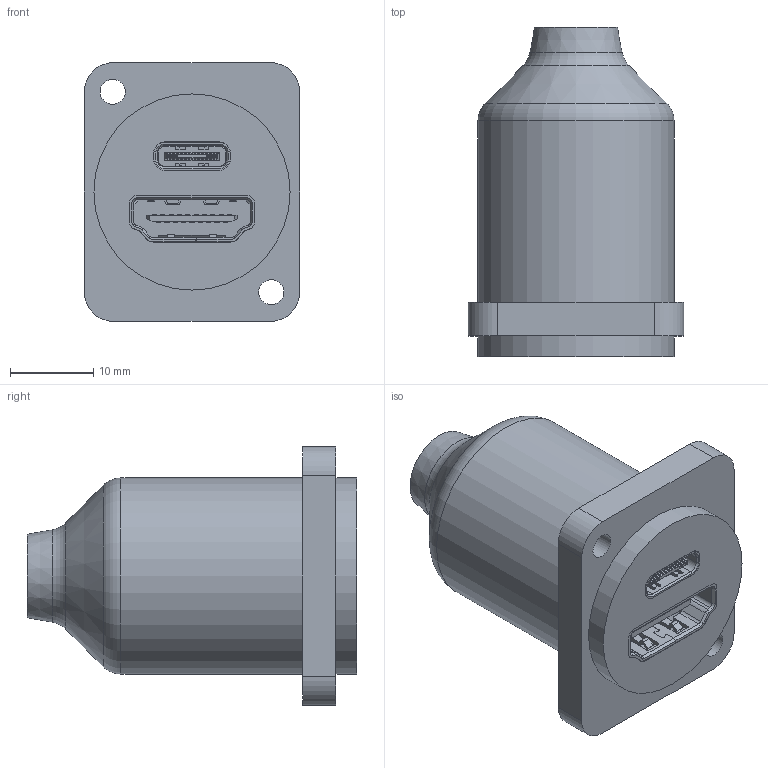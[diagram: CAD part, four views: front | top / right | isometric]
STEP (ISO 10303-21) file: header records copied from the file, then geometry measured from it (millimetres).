
FILE_DESCRIPTION(/* description */ (''),/* implementation_level */ '2;1');
FILE_NAME(/* name */ 'USB-C HDMI Panel Mount v3.step',/* time_stamp */ '2025-12-10T08:18:34-05:00',/* author */ (''),/* organization */ (''),/* preprocessor_version */ 'ST-DEVELOPER v20.1',/* originating_system */ 'Autodesk Translation Framework v14.21.0.0',/* authorisation */ '');
FILE_SCHEMA (('AUTOMOTIVE_DESIGN { 1 0 10303 214 3 1 1 }'));
Products named in the file (4): USB-C HDMI Panel Mount; Panel Mount Plug; USB-C-Vert; HDMI-molex
Assembly tree (3 placements, depth 2):
  USB-C HDMI Panel Mount
    Panel Mount Plug
    USB-C-Vert
    HDMI-molex
Bounding box: 25.8 x 39.5 x 31 mm (x, y, z)
Volume: 6330.8 mm3; surface area: 9397.2 mm2
Topology: 54 solids, 54 shells, 2298 faces, 6273 edges, 4064 vertices
Faces by surface type: plane 1668, cylinder 554, cone 44, torus 16, bspline 16
Full cylindrical faces by diameter (mm): 0.52 x2, 3 x2, 20.3 x2, 23.5 x2
Entity records: 73218 total; most frequent: CARTESIAN_POINT 14260, ORIENTED_EDGE 12546, DIRECTION 11829, EDGE_CURVE 6273, LINE 5019, VECTOR 5019, VERTEX_POINT 4064, AXIS2_PLACEMENT_3D 3405
